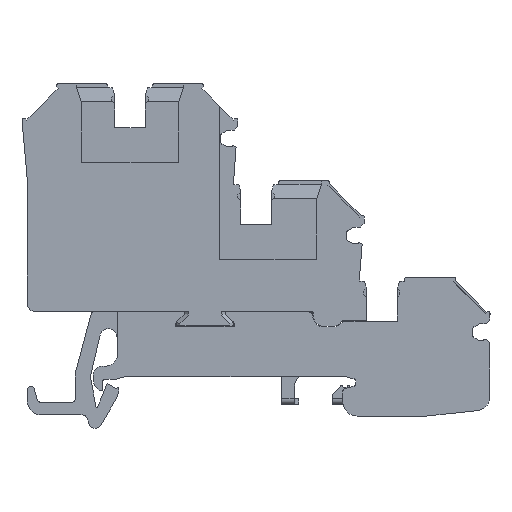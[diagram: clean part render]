
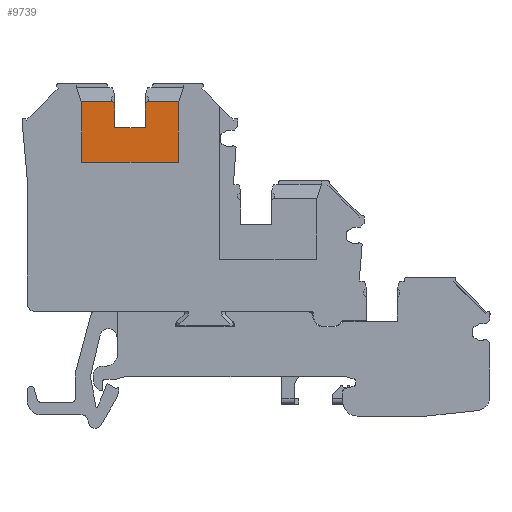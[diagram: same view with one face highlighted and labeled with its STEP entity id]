
A CAD part, left-side view. The second image highlights one B-rep face of the part: STEP entity #9739.
In plain terms, the highlighted planar face has unit normal (-1, 0, 0).
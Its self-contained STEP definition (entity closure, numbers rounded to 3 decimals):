
#9696=AXIS2_PLACEMENT_3D('Plane Axis2P3D',#9693,#9694,#9695) ;
#5248=CARTESIAN_POINT('Vertex',(0.5,52.65,45.65)) ;
#5262=CARTESIAN_POINT('Vertex',(0.5,52.8,45.65)) ;
#5265=CARTESIAN_POINT('Line Origine',(0.5,52.725,45.65)) ;
#5290=CARTESIAN_POINT('Vertex',(0.5,52.65,42.15)) ;
#5305=CARTESIAN_POINT('Line Origine',(0.5,52.65,43.9)) ;
#5356=CARTESIAN_POINT('Line Origine',(0.5,48.35,43.9)) ;
#5360=CARTESIAN_POINT('Vertex',(0.5,48.35,42.15)) ;
#5362=CARTESIAN_POINT('Vertex',(0.5,48.35,45.65)) ;
#5398=CARTESIAN_POINT('Line Origine',(0.5,48.275,45.65)) ;
#5402=CARTESIAN_POINT('Vertex',(0.5,48.2,45.65)) ;
#8684=CARTESIAN_POINT('Vertex',(0.5,43.655,45.785)) ;
#8687=CARTESIAN_POINT('Line Origine',(0.5,43.677,45.715)) ;
#8691=CARTESIAN_POINT('Vertex',(0.5,43.7,45.646)) ;
#8712=CARTESIAN_POINT('Line Origine',(0.5,43.7,41.473)) ;
#8716=CARTESIAN_POINT('Vertex',(0.5,43.7,37.3)) ;
#8736=CARTESIAN_POINT('Line Origine',(0.5,50.5,37.3)) ;
#8740=CARTESIAN_POINT('Vertex',(0.5,57.3,37.3)) ;
#8760=CARTESIAN_POINT('Line Origine',(0.5,57.3,41.473)) ;
#8764=CARTESIAN_POINT('Vertex',(0.5,57.3,45.646)) ;
#8790=CARTESIAN_POINT('Vertex',(0.5,57.345,45.785)) ;
#8798=CARTESIAN_POINT('Line Origine',(0.5,57.323,45.715)) ;
#9587=CARTESIAN_POINT('Line Origine',(0.5,55.14,45.785)) ;
#9591=CARTESIAN_POINT('Vertex',(0.5,52.935,45.785)) ;
#9680=CARTESIAN_POINT('Line Origine',(0.5,52.867,45.717)) ;
#9693=CARTESIAN_POINT('Axis2P3D Location',(0.5,50.5,47.8)) ;
#9698=CARTESIAN_POINT('Line Origine',(0.5,49.425,42.15)) ;
#9702=CARTESIAN_POINT('Vertex',(0.5,50.5,42.15)) ;
#9705=CARTESIAN_POINT('Line Origine',(0.5,51.575,42.15)) ;
#9710=CARTESIAN_POINT('Line Origine',(0.5,45.86,45.785)) ;
#9714=CARTESIAN_POINT('Vertex',(0.5,48.065,45.785)) ;
#9717=CARTESIAN_POINT('Line Origine',(0.5,48.133,45.717)) ;
#5266=DIRECTION('Vector Direction',(0.,1.,0.)) ;
#5306=DIRECTION('Vector Direction',(0.,0.,1.)) ;
#5357=DIRECTION('Vector Direction',(0.,0.,1.)) ;
#5399=DIRECTION('Vector Direction',(0.,1.,0.)) ;
#8688=DIRECTION('Vector Direction',(0.,0.309,-0.951)) ;
#8713=DIRECTION('Vector Direction',(0.,0.,1.)) ;
#8737=DIRECTION('Vector Direction',(0.,1.,0.)) ;
#8761=DIRECTION('Vector Direction',(0.,0.,1.)) ;
#8799=DIRECTION('Vector Direction',(0.,-0.309,-0.951)) ;
#9588=DIRECTION('Vector Direction',(0.,1.,0.)) ;
#9681=DIRECTION('Vector Direction',(0.,-0.707,-0.707)) ;
#9694=DIRECTION('Axis2P3D Direction',(1.,0.,0.)) ;
#9695=DIRECTION('Axis2P3D XDirection',(0.,0.,-1.)) ;
#9699=DIRECTION('Vector Direction',(0.,1.,0.)) ;
#9706=DIRECTION('Vector Direction',(0.,1.,0.)) ;
#9711=DIRECTION('Vector Direction',(0.,1.,0.)) ;
#9718=DIRECTION('Vector Direction',(0.,0.707,-0.707)) ;
#5267=VECTOR('Line Direction',#5266,1.) ;
#5307=VECTOR('Line Direction',#5306,1.) ;
#5358=VECTOR('Line Direction',#5357,1.) ;
#5400=VECTOR('Line Direction',#5399,1.) ;
#8689=VECTOR('Line Direction',#8688,1.) ;
#8714=VECTOR('Line Direction',#8713,1.) ;
#8738=VECTOR('Line Direction',#8737,1.) ;
#8762=VECTOR('Line Direction',#8761,1.) ;
#8800=VECTOR('Line Direction',#8799,1.) ;
#9589=VECTOR('Line Direction',#9588,1.) ;
#9682=VECTOR('Line Direction',#9681,1.) ;
#9700=VECTOR('Line Direction',#9699,1.) ;
#9707=VECTOR('Line Direction',#9706,1.) ;
#9712=VECTOR('Line Direction',#9711,1.) ;
#9719=VECTOR('Line Direction',#9718,1.) ;
#9723=ORIENTED_EDGE('',*,*,#5364,.F.) ;
#9724=ORIENTED_EDGE('',*,*,#9704,.T.) ;
#9725=ORIENTED_EDGE('',*,*,#9709,.T.) ;
#9726=ORIENTED_EDGE('',*,*,#5309,.T.) ;
#9727=ORIENTED_EDGE('',*,*,#5269,.T.) ;
#9728=ORIENTED_EDGE('',*,*,#9684,.F.) ;
#9729=ORIENTED_EDGE('',*,*,#9593,.T.) ;
#9730=ORIENTED_EDGE('',*,*,#8802,.T.) ;
#9731=ORIENTED_EDGE('',*,*,#8766,.T.) ;
#9732=ORIENTED_EDGE('',*,*,#8742,.T.) ;
#9733=ORIENTED_EDGE('',*,*,#8718,.T.) ;
#9734=ORIENTED_EDGE('',*,*,#8693,.T.) ;
#9735=ORIENTED_EDGE('',*,*,#9716,.T.) ;
#9736=ORIENTED_EDGE('',*,*,#9721,.T.) ;
#9737=ORIENTED_EDGE('',*,*,#5404,.T.) ;
#9739=ADVANCED_FACE('KLTR DLA2.5.1\\K\X2\00F6\X0\rper.10 ( *SOL397 - wsp *MASTER -  -Non Smart-  )',(#9738),#9697,.F.) ;
#5269=EDGE_CURVE('',#5249,#5263,#5268,.T.) ;
#5309=EDGE_CURVE('',#5291,#5249,#5308,.T.) ;
#5364=EDGE_CURVE('',#5361,#5363,#5359,.T.) ;
#5404=EDGE_CURVE('',#5403,#5363,#5401,.T.) ;
#8693=EDGE_CURVE('',#8692,#8685,#8690,.F.) ;
#8718=EDGE_CURVE('',#8717,#8692,#8715,.T.) ;
#8742=EDGE_CURVE('',#8741,#8717,#8739,.F.) ;
#8766=EDGE_CURVE('',#8765,#8741,#8763,.F.) ;
#8802=EDGE_CURVE('',#8791,#8765,#8801,.T.) ;
#9593=EDGE_CURVE('',#9592,#8791,#9590,.T.) ;
#9684=EDGE_CURVE('',#9592,#5263,#9683,.T.) ;
#9704=EDGE_CURVE('',#5361,#9703,#9701,.T.) ;
#9709=EDGE_CURVE('',#9703,#5291,#9708,.T.) ;
#9716=EDGE_CURVE('',#8685,#9715,#9713,.T.) ;
#9721=EDGE_CURVE('',#9715,#5403,#9720,.T.) ;
#9722=EDGE_LOOP('',(#9723,#9724,#9725,#9726,#9727,#9728,#9729,#9730,#9731,#9732,#9733,#9734,#9735,#9736,#9737)) ;
#9738=FACE_OUTER_BOUND('',#9722,.T.) ;
#5268=LINE('Line',#5265,#5267) ;
#5308=LINE('Line',#5305,#5307) ;
#5359=LINE('Line',#5356,#5358) ;
#5401=LINE('Line',#5398,#5400) ;
#8690=LINE('Line',#8687,#8689) ;
#8715=LINE('Line',#8712,#8714) ;
#8739=LINE('Line',#8736,#8738) ;
#8763=LINE('Line',#8760,#8762) ;
#8801=LINE('Line',#8798,#8800) ;
#9590=LINE('Line',#9587,#9589) ;
#9683=LINE('Line',#9680,#9682) ;
#9701=LINE('Line',#9698,#9700) ;
#9708=LINE('Line',#9705,#9707) ;
#9713=LINE('Line',#9710,#9712) ;
#9720=LINE('Line',#9717,#9719) ;
#9697=PLANE('',#9696) ;
#5249=VERTEX_POINT('',#5248) ;
#5263=VERTEX_POINT('',#5262) ;
#5291=VERTEX_POINT('',#5290) ;
#5361=VERTEX_POINT('',#5360) ;
#5363=VERTEX_POINT('',#5362) ;
#5403=VERTEX_POINT('',#5402) ;
#8685=VERTEX_POINT('',#8684) ;
#8692=VERTEX_POINT('',#8691) ;
#8717=VERTEX_POINT('',#8716) ;
#8741=VERTEX_POINT('',#8740) ;
#8765=VERTEX_POINT('',#8764) ;
#8791=VERTEX_POINT('',#8790) ;
#9592=VERTEX_POINT('',#9591) ;
#9703=VERTEX_POINT('',#9702) ;
#9715=VERTEX_POINT('',#9714) ;
